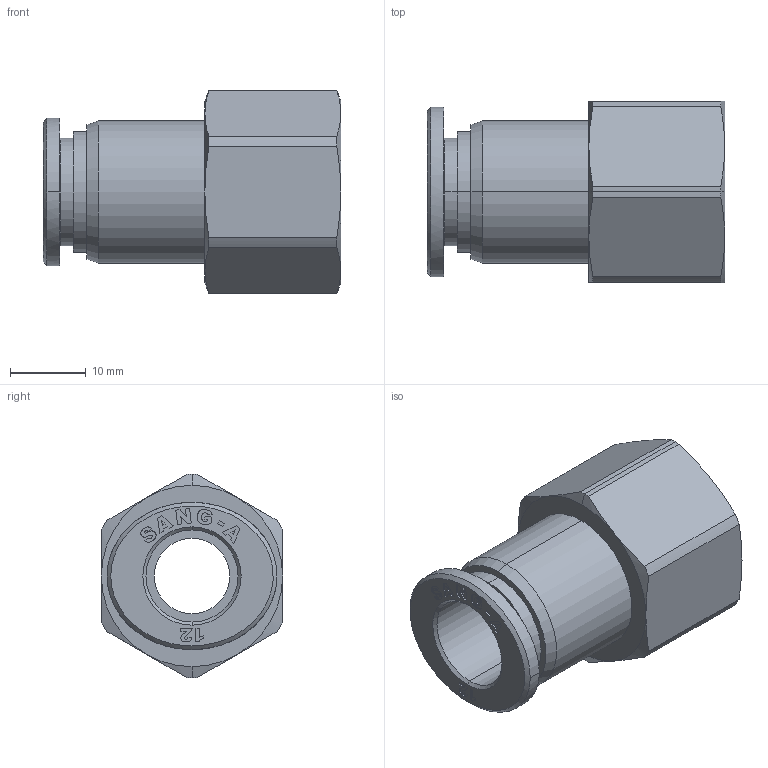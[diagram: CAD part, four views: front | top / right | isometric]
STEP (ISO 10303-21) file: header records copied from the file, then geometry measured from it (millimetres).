
FILE_DESCRIPTION((''),'2;1');
FILE_NAME('GPCF 1204(3D).stp','2012-12-20T14:12:34',(''),(''),'Mechanical Desktop.R8.0.24.0','Mechanical Desktop.R8.0.24.0',', , ');
FILE_SCHEMA(('CONFIG_CONTROL_DESIGN'));
Length unit declared in the file: millimetre
Products named in the file (2): GPCF 1204(3D); ºÎÇ°1
Assembly tree (1 placements, depth 2):
  GPCF 1204(3D)
    ºÎÇ°1
Bounding box: 39.4 x 24 x 26.9 mm (x, y, z)
Volume: 7756.9 mm3; surface area: 5580.5 mm2
Topology: 1 solids, 1 shells, 399 faces, 1120 edges, 739 vertices
Faces by surface type: plane 346, cone 26, cylinder 19, bspline 8
Entity records: 13103 total; most frequent: CARTESIAN_POINT 2759, ORIENTED_EDGE 2240, DIRECTION 1936, EDGE_CURVE 1120, VECTOR 1012, LINE 1012, VERTEX_POINT 739, AXIS2_PLACEMENT_3D 462
